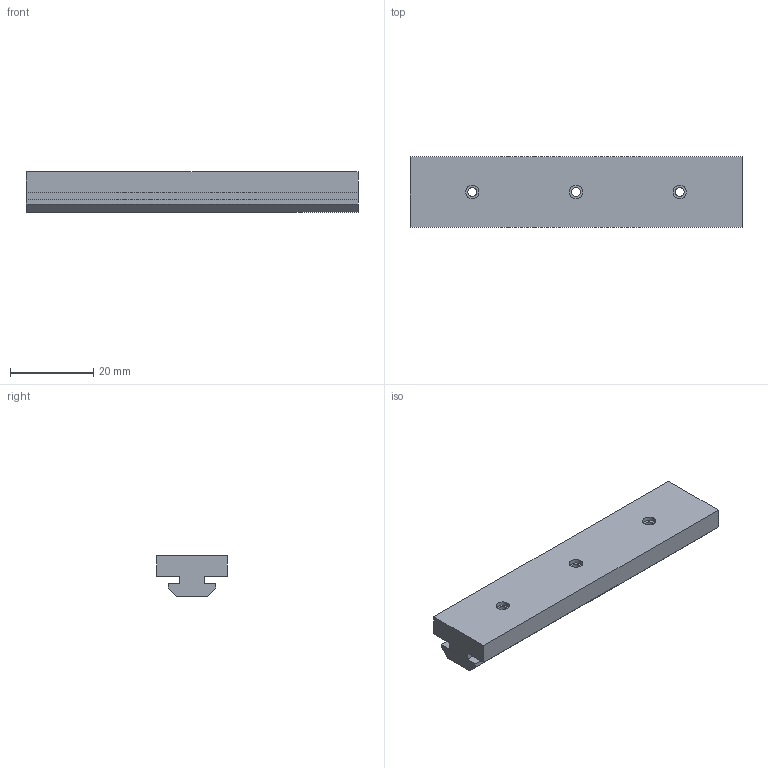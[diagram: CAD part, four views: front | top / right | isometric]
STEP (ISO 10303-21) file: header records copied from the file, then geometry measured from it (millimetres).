
FILE_DESCRIPTION(('STEP AP214'),'1');
FILE_NAME('cctmp_BC88D892-7065-46AE-9E6F-996BFEA130BE_2020_1_10_10_51_33_370..stp','2020-01-10T09:51:33',('Bosch Rexroth AG'),('CADClick - www.CADClick.com'),'Spatial InterOp 3D',' ','unknown authorization - (Healing Option Enabled)');
FILE_SCHEMA(('AUTOMOTIVE_DESIGN'));
Length unit declared in the file: millimetre
Products named in the file (1): 2020_01_10__10-51-33-370
Bounding box: 80 x 17 x 9.8 mm (x, y, z)
Volume: 9960.3 mm3; surface area: 5442.7 mm2
Topology: 1 solids, 1 shells, 40 faces, 96 edges, 64 vertices
Faces by surface type: plane 22, cylinder 18
Entity records: 1532 total; most frequent: DIRECTION 214, CARTESIAN_POINT 201, ORIENTED_EDGE 192, EDGE_CURVE 96, AXIS2_PLACEMENT_3D 77, VERTEX_POINT 64, LINE 60, VECTOR 60
